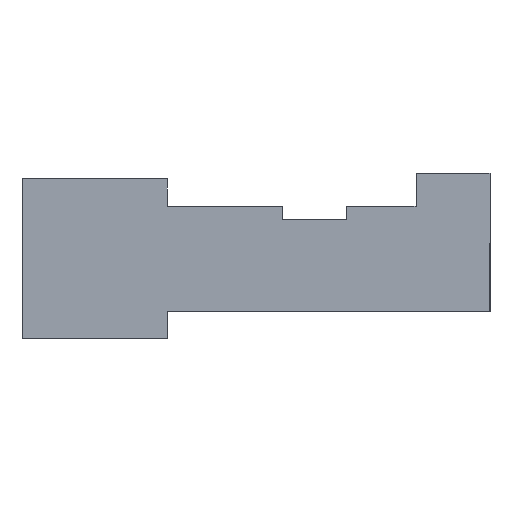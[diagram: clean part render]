
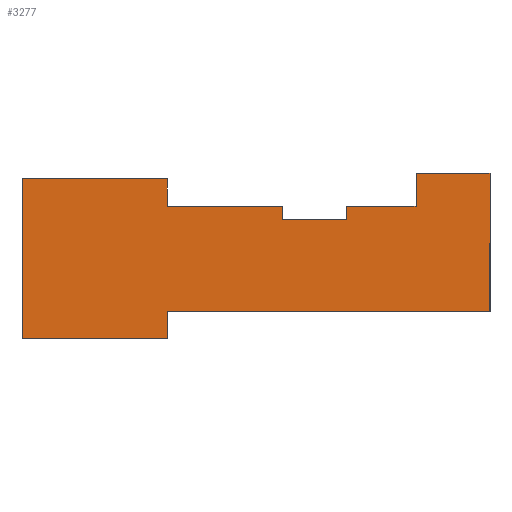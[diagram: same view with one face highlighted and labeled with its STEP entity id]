
A CAD part, left-side view. The second image highlights one B-rep face of the part: STEP entity #3277.
In plain terms, the highlighted planar face has unit normal (-1, 0, 0).
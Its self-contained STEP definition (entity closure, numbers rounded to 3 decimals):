
#476=ORIENTED_EDGE('',*,*,#1182,.T.);
#477=ORIENTED_EDGE('',*,*,#1204,.T.);
#478=ORIENTED_EDGE('',*,*,#1206,.T.);
#479=ORIENTED_EDGE('',*,*,#1208,.F.);
#480=ORIENTED_EDGE('',*,*,#1209,.F.);
#481=ORIENTED_EDGE('',*,*,#1210,.F.);
#482=ORIENTED_EDGE('',*,*,#1211,.F.);
#483=ORIENTED_EDGE('',*,*,#1212,.F.);
#484=ORIENTED_EDGE('',*,*,#1213,.T.);
#485=ORIENTED_EDGE('',*,*,#1214,.F.);
#486=ORIENTED_EDGE('',*,*,#1215,.T.);
#487=ORIENTED_EDGE('',*,*,#1216,.F.);
#488=ORIENTED_EDGE('',*,*,#1217,.T.);
#489=ORIENTED_EDGE('',*,*,#1218,.F.);
#1182=EDGE_CURVE('',#1582,#1581,#1955,.T.);
#1204=EDGE_CURVE('',#1581,#1601,#1977,.T.);
#1206=EDGE_CURVE('',#1601,#1602,#1979,.T.);
#1208=EDGE_CURVE('',#1603,#1602,#1981,.T.);
#1209=EDGE_CURVE('',#1604,#1603,#1982,.T.);
#1210=EDGE_CURVE('',#1605,#1604,#1983,.T.);
#1211=EDGE_CURVE('',#1606,#1605,#1984,.T.);
#1212=EDGE_CURVE('',#1607,#1606,#1985,.T.);
#1213=EDGE_CURVE('',#1607,#1608,#1986,.T.);
#1214=EDGE_CURVE('',#1609,#1608,#1987,.T.);
#1215=EDGE_CURVE('',#1609,#1610,#1988,.T.);
#1216=EDGE_CURVE('',#1611,#1610,#1989,.T.);
#1217=EDGE_CURVE('',#1611,#1612,#1990,.T.);
#1218=EDGE_CURVE('',#1582,#1612,#1991,.T.);
#1581=VERTEX_POINT('',#4790);
#1582=VERTEX_POINT('',#4792);
#1601=VERTEX_POINT('',#4836);
#1602=VERTEX_POINT('',#4840);
#1603=VERTEX_POINT('',#4844);
#1604=VERTEX_POINT('',#4846);
#1605=VERTEX_POINT('',#4848);
#1606=VERTEX_POINT('',#4850);
#1607=VERTEX_POINT('',#4852);
#1608=VERTEX_POINT('',#4854);
#1609=VERTEX_POINT('',#4856);
#1610=VERTEX_POINT('',#4858);
#1611=VERTEX_POINT('',#4860);
#1612=VERTEX_POINT('',#4862);
#1955=LINE('',#4791,#2408);
#1977=LINE('',#4835,#2430);
#1979=LINE('',#4839,#2432);
#1981=LINE('',#4843,#2434);
#1982=LINE('',#4845,#2435);
#1983=LINE('',#4847,#2436);
#1984=LINE('',#4849,#2437);
#1985=LINE('',#4851,#2438);
#1986=LINE('',#4853,#2439);
#1987=LINE('',#4855,#2440);
#1988=LINE('',#4857,#2441);
#1989=LINE('',#4859,#2442);
#1990=LINE('',#4861,#2443);
#1991=LINE('',#4863,#2444);
#2408=VECTOR('',#3934,1000.);
#2430=VECTOR('',#3962,1000.);
#2432=VECTOR('',#3966,1000.);
#2434=VECTOR('',#3970,1000.);
#2435=VECTOR('',#3971,1000.);
#2436=VECTOR('',#3972,1000.);
#2437=VECTOR('',#3973,1000.);
#2438=VECTOR('',#3974,1000.);
#2439=VECTOR('',#3975,1000.);
#2440=VECTOR('',#3976,1000.);
#2441=VECTOR('',#3977,1000.);
#2442=VECTOR('',#3978,1000.);
#2443=VECTOR('',#3979,1000.);
#2444=VECTOR('',#3980,1000.);
#2747=EDGE_LOOP('',(#476,#477,#478,#479,#480,#481,#482,#483,#484,#485,#486,
#487,#488,#489));
#2932=FACE_BOUND('',#2747,.T.);
#3108=PLANE('',#3494);
#3277=ADVANCED_FACE('',(#2932),#3108,.F.);
#3494=AXIS2_PLACEMENT_3D('',#4842,#3968,#3969);
#3934=DIRECTION('',(0.,0.,1.));
#3962=DIRECTION('',(0.,1.,0.));
#3966=DIRECTION('',(0.,0.,-1.));
#3968=DIRECTION('',(1.,0.,0.));
#3969=DIRECTION('',(0.,1.,0.));
#3970=DIRECTION('',(0.,-1.,0.));
#3971=DIRECTION('',(0.,0.,1.));
#3972=DIRECTION('',(0.,-1.,0.));
#3973=DIRECTION('',(0.,0.,-1.));
#3974=DIRECTION('',(0.,-1.,0.));
#3975=DIRECTION('',(0.,0.,1.));
#3976=DIRECTION('',(0.,-1.,0.));
#3977=DIRECTION('',(0.,0.,-1.));
#3978=DIRECTION('',(0.,1.,0.));
#3979=DIRECTION('',(0.,0.,1.));
#3980=DIRECTION('',(0.,1.,0.));
#4790=CARTESIAN_POINT('',(-2.54,0.,4.32));
#4791=CARTESIAN_POINT('',(-2.54,0.,0.));
#4792=CARTESIAN_POINT('',(-2.54,0.,0.));
#4835=CARTESIAN_POINT('',(-2.54,0.,4.32));
#4836=CARTESIAN_POINT('',(-2.54,2.31,4.32));
#4839=CARTESIAN_POINT('',(-2.54,2.31,4.32));
#4840=CARTESIAN_POINT('',(-2.54,2.31,3.28));
#4842=CARTESIAN_POINT('',(-2.54,7.305,1.73));
#4843=CARTESIAN_POINT('',(-2.54,4.47,3.28));
#4844=CARTESIAN_POINT('',(-2.54,4.47,3.28));
#4845=CARTESIAN_POINT('',(-2.54,4.47,2.86));
#4846=CARTESIAN_POINT('',(-2.54,4.47,2.86));
#4847=CARTESIAN_POINT('',(-2.54,6.47,2.86));
#4848=CARTESIAN_POINT('',(-2.54,6.47,2.86));
#4849=CARTESIAN_POINT('',(-2.54,6.47,3.28));
#4850=CARTESIAN_POINT('',(-2.54,6.47,3.28));
#4851=CARTESIAN_POINT('',(-2.54,10.08,3.28));
#4852=CARTESIAN_POINT('',(-2.54,10.08,3.28));
#4853=CARTESIAN_POINT('',(-2.54,10.08,3.28));
#4854=CARTESIAN_POINT('',(-2.54,10.08,4.14));
#4855=CARTESIAN_POINT('',(-2.54,14.61,4.14));
#4856=CARTESIAN_POINT('',(-2.54,14.61,4.14));
#4857=CARTESIAN_POINT('',(-2.54,14.61,4.14));
#4858=CARTESIAN_POINT('',(-2.54,14.61,-0.86));
#4859=CARTESIAN_POINT('',(-2.54,10.08,-0.86));
#4860=CARTESIAN_POINT('',(-2.54,10.08,-0.86));
#4861=CARTESIAN_POINT('',(-2.54,10.08,-0.86));
#4862=CARTESIAN_POINT('',(-2.54,10.08,0.));
#4863=CARTESIAN_POINT('',(-2.54,0.,0.));
